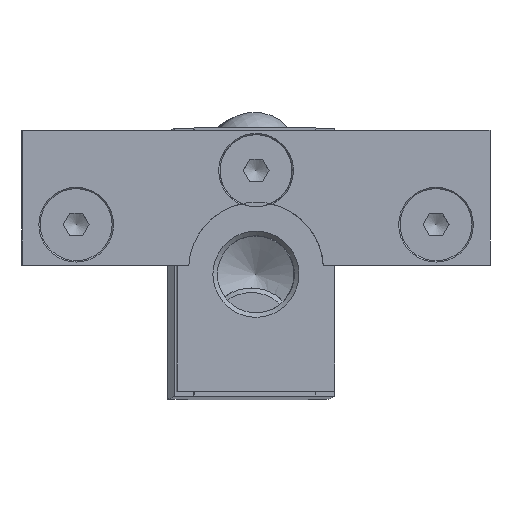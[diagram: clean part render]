
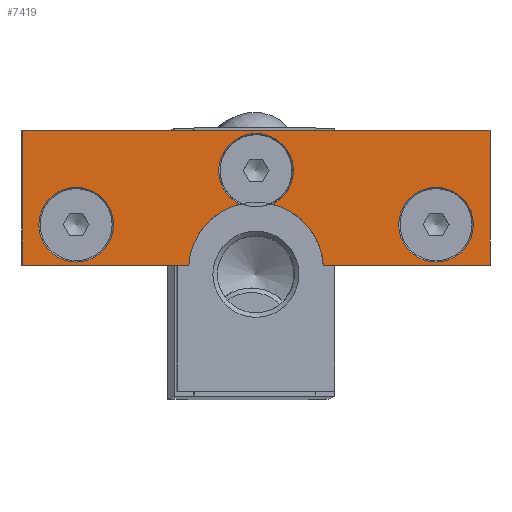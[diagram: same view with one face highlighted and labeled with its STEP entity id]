
A CAD part, top view. The second image highlights one B-rep face of the part: STEP entity #7419.
In plain terms, the highlighted planar face has unit normal (0.004, 0, 1).
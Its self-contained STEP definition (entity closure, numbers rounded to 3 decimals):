
#229=FACE_BOUND('',#1958,.T.);
#230=FACE_BOUND('',#1959,.T.);
#380=PLANE('',#8191);
#667=LINE('',#12597,#1055);
#668=LINE('',#12599,#1056);
#669=LINE('',#12601,#1057);
#670=LINE('',#12603,#1058);
#671=LINE('',#12604,#1059);
#1055=VECTOR('',#9857,10.);
#1056=VECTOR('',#9858,10.);
#1057=VECTOR('',#9859,10.);
#1058=VECTOR('',#9860,10.);
#1059=VECTOR('',#9861,10.);
#1562=FACE_OUTER_BOUND('',#1957,.T.);
#1957=EDGE_LOOP('',(#5681,#5682,#5683,#5684,#5685,#5686,#5687,#5688));
#1958=EDGE_LOOP('',(#5689));
#1959=EDGE_LOOP('',(#5690));
#2486=CIRCLE('',#8158,7.5);
#2488=CIRCLE('',#8160,7.5);
#2502=CIRCLE('',#8190,4.15);
#2503=CIRCLE('',#8192,4.15);
#2504=CIRCLE('',#8193,4.15);
#3165=VERTEX_POINT('',#12462);
#3166=VERTEX_POINT('',#12467);
#3169=VERTEX_POINT('',#12473);
#3170=VERTEX_POINT('',#12475);
#3206=VERTEX_POINT('',#12591);
#3207=VERTEX_POINT('',#12596);
#3208=VERTEX_POINT('',#12598);
#3209=VERTEX_POINT('',#12600);
#3210=VERTEX_POINT('',#12602);
#3211=VERTEX_POINT('',#12605);
#4086=EDGE_CURVE('',#3166,#3165,#2486,.T.);
#4090=EDGE_CURVE('',#3170,#3169,#2488,.T.);
#4137=EDGE_CURVE('',#3206,#3206,#2502,.T.);
#4139=EDGE_CURVE('',#3170,#3165,#2503,.T.);
#4140=EDGE_CURVE('',#3169,#3207,#667,.T.);
#4141=EDGE_CURVE('',#3207,#3208,#668,.T.);
#4142=EDGE_CURVE('',#3208,#3209,#669,.T.);
#4143=EDGE_CURVE('',#3209,#3210,#670,.T.);
#4144=EDGE_CURVE('',#3210,#3166,#671,.T.);
#4145=EDGE_CURVE('',#3211,#3211,#2504,.T.);
#5681=ORIENTED_EDGE('',*,*,#4139,.F.);
#5682=ORIENTED_EDGE('',*,*,#4090,.T.);
#5683=ORIENTED_EDGE('',*,*,#4140,.T.);
#5684=ORIENTED_EDGE('',*,*,#4141,.T.);
#5685=ORIENTED_EDGE('',*,*,#4142,.T.);
#5686=ORIENTED_EDGE('',*,*,#4143,.T.);
#5687=ORIENTED_EDGE('',*,*,#4144,.T.);
#5688=ORIENTED_EDGE('',*,*,#4086,.T.);
#5689=ORIENTED_EDGE('',*,*,#4145,.F.);
#5690=ORIENTED_EDGE('',*,*,#4137,.F.);
#7419=ADVANCED_FACE('',(#1562,#229,#230),#380,.T.);
#8158=AXIS2_PLACEMENT_3D('',#12468,#9759,#9760);
#8160=AXIS2_PLACEMENT_3D('',#12476,#9765,#9766);
#8190=AXIS2_PLACEMENT_3D('',#12592,#9850,#9851);
#8191=AXIS2_PLACEMENT_3D('',#12594,#9853,#9854);
#8192=AXIS2_PLACEMENT_3D('',#12595,#9855,#9856);
#8193=AXIS2_PLACEMENT_3D('',#12606,#9862,#9863);
#9759=DIRECTION('center_axis',(-0.004,0.,
-1.));
#9760=DIRECTION('ref_axis',(0.998,0.067,-0.004));
#9765=DIRECTION('center_axis',(-0.004,0.,
-1.));
#9766=DIRECTION('ref_axis',(0.998,0.067,-0.004));
#9850=DIRECTION('center_axis',(0.004,0.,
1.));
#9851=DIRECTION('ref_axis',(-1.,0.,0.004));
#9853=DIRECTION('center_axis',(0.004,0.,
1.));
#9854=DIRECTION('ref_axis',(1.,0.,-0.004));
#9855=DIRECTION('center_axis',(0.004,0.,
1.));
#9856=DIRECTION('ref_axis',(-1.,0.,0.004));
#9857=DIRECTION('',(1.,0.,-0.004));
#9858=DIRECTION('',(0.,1.,0.));
#9859=DIRECTION('',(-1.,0.,0.004));
#9860=DIRECTION('',(0.,-1.,0.));
#9861=DIRECTION('',(1.,0.,-0.004));
#9862=DIRECTION('center_axis',(0.004,0.,
1.));
#9863=DIRECTION('ref_axis',(-1.,0.,0.004));
#12462=CARTESIAN_POINT('',(-27.415,14.87,35.578));
#12467=CARTESIAN_POINT('',(-33.071,8.096,35.6));
#12468=CARTESIAN_POINT('Origin',(-25.588,7.596,35.571));
#12473=CARTESIAN_POINT('',(-18.105,8.096,35.543));
#12475=CARTESIAN_POINT('',(-23.761,14.87,35.564));
#12476=CARTESIAN_POINT('Origin',(-25.588,7.596,35.571));
#12591=CARTESIAN_POINT('',(-1.438,12.596,35.48));
#12592=CARTESIAN_POINT('Origin',(-5.588,12.596,35.496));
#12594=CARTESIAN_POINT('Origin',(-25.588,16.045,35.571));
#12595=CARTESIAN_POINT('Origin',(-25.588,18.596,35.571));
#12596=CARTESIAN_POINT('',(0.412,8.096,35.473));
#12597=CARTESIAN_POINT('',(0.412,8.096,35.473));
#12598=CARTESIAN_POINT('',(0.412,23.096,35.473));
#12599=CARTESIAN_POINT('',(0.412,23.096,35.473));
#12600=CARTESIAN_POINT('',(-51.588,23.096,35.67));
#12601=CARTESIAN_POINT('',(-51.588,23.096,35.67));
#12602=CARTESIAN_POINT('',(-51.588,8.096,35.67));
#12603=CARTESIAN_POINT('',(-51.588,8.096,35.67));
#12604=CARTESIAN_POINT('',(-33.071,8.096,35.6));
#12605=CARTESIAN_POINT('',(-41.438,12.596,35.631));
#12606=CARTESIAN_POINT('Origin',(-45.588,12.596,35.647));
